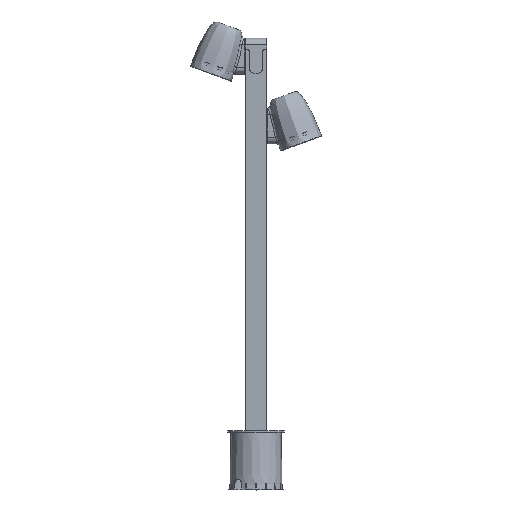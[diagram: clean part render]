
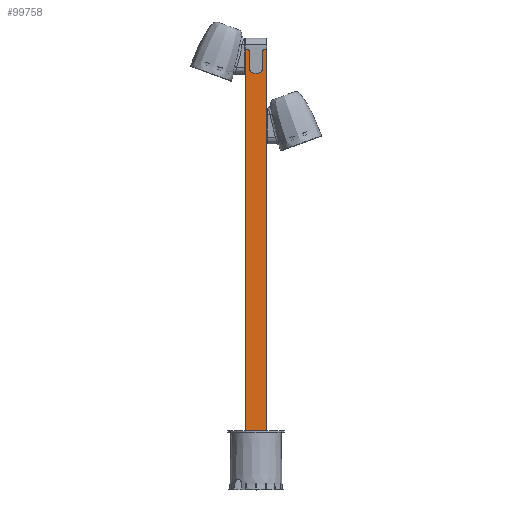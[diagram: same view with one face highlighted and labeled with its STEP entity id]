
A CAD part, top view. The second image highlights one B-rep face of the part: STEP entity #99758.
In plain terms, the highlighted planar face has unit normal (0, 0, 1).
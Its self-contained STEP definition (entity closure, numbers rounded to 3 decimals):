
#582 = VECTOR ( 'NONE', #28990, 1000. ) ;
#1132 = VECTOR ( 'NONE', #5872, 1000. ) ;
#3926 = VERTEX_POINT ( 'NONE', #86575 ) ;
#4136 = CARTESIAN_POINT ( 'NONE',  ( -20., 874., 15. ) ) ;
#4888 = VERTEX_POINT ( 'NONE', #91555 ) ;
#5123 = VERTEX_POINT ( 'NONE', #6692 ) ;
#5649 = DIRECTION ( 'NONE',  ( 0., 1., 0. ) ) ;
#5872 = DIRECTION ( 'NONE',  ( 0., -1., 0. ) ) ;
#6692 = CARTESIAN_POINT ( 'NONE',  ( 25., 0., 15. ) ) ;
#8381 = LINE ( 'NONE', #24806, #13102 ) ;
#8976 = VERTEX_POINT ( 'NONE', #9311 ) ;
#9161 = DIRECTION ( 'NONE',  ( 0., 0., 1. ) ) ;
#9311 = CARTESIAN_POINT ( 'NONE',  ( -15., 869., 15. ) ) ;
#10943 = CARTESIAN_POINT ( 'NONE',  ( -25., 0., 15. ) ) ;
#11256 = CARTESIAN_POINT ( 'NONE',  ( -4.8, 819.8, 15. ) ) ;
#12808 = ORIENTED_EDGE ( 'NONE', *, *, #93088, .T. ) ;
#13102 = VECTOR ( 'NONE', #100838, 1000. ) ;
#13172 = CARTESIAN_POINT ( 'NONE',  ( -25., 874., 15. ) ) ;
#14655 = ORIENTED_EDGE ( 'NONE', *, *, #37240, .F. ) ;
#15269 = ORIENTED_EDGE ( 'NONE', *, *, #29396, .T. ) ;
#16727 = DIRECTION ( 'NONE',  ( 0., 0., 1. ) ) ;
#16845 = AXIS2_PLACEMENT_3D ( 'NONE', #51724, #76900, #37501 ) ;
#19025 = CARTESIAN_POINT ( 'NONE',  ( 15., 830., 15. ) ) ;
#19876 = VECTOR ( 'NONE', #38531, 1000. ) ;
#20719 = AXIS2_PLACEMENT_3D ( 'NONE', #28146, #78476, #74078 ) ;
#20777 = EDGE_CURVE ( 'NONE', #43459, #5123, #70452, .T. ) ;
#21116 = EDGE_CURVE ( 'NONE', #66628, #3926, #86785, .T. ) ;
#21993 = VERTEX_POINT ( 'NONE', #4136 ) ;
#23673 = LINE ( 'NONE', #32444, #38088 ) ;
#24806 = CARTESIAN_POINT ( 'NONE',  ( -25., 874., 15. ) ) ;
#28146 = CARTESIAN_POINT ( 'NONE',  ( -4.8, 830., 15. ) ) ;
#28929 = VERTEX_POINT ( 'NONE', #36625 ) ;
#28990 = DIRECTION ( 'NONE',  ( 1., 0., 0. ) ) ;
#29396 = EDGE_CURVE ( 'NONE', #4888, #5123, #78773, .T. ) ;
#31952 = CARTESIAN_POINT ( 'NONE',  ( -25., 900., 15. ) ) ;
#32444 = CARTESIAN_POINT ( 'NONE',  ( 15., 900., 15. ) ) ;
#32928 = CIRCLE ( 'NONE', #20719, 10.2 ) ;
#36056 = ORIENTED_EDGE ( 'NONE', *, *, #91317, .F. ) ;
#36625 = CARTESIAN_POINT ( 'NONE',  ( 20., 874., 15. ) ) ;
#37240 = EDGE_CURVE ( 'NONE', #66628, #50676, #23673, .T. ) ;
#37309 = ORIENTED_EDGE ( 'NONE', *, *, #21116, .T. ) ;
#37501 = DIRECTION ( 'NONE',  ( -1., 0., 0. ) ) ;
#38088 = VECTOR ( 'NONE', #5649, 1000. ) ;
#38531 = DIRECTION ( 'NONE',  ( 0., -1., 0. ) ) ;
#38924 = LINE ( 'NONE', #89226, #39740 ) ;
#39740 = VECTOR ( 'NONE', #72287, 1000. ) ;
#43458 = VERTEX_POINT ( 'NONE', #13172 ) ;
#43459 = VERTEX_POINT ( 'NONE', #44404 ) ;
#44404 = CARTESIAN_POINT ( 'NONE',  ( 25., 874., 15. ) ) ;
#48839 = ORIENTED_EDGE ( 'NONE', *, *, #102522, .F. ) ;
#49340 = ORIENTED_EDGE ( 'NONE', *, *, #93542, .T. ) ;
#49363 = EDGE_LOOP ( 'NONE', ( #67651, #69323, #84839, #77909, #15269, #51016, #48839, #49340, #14655, #37309, #36056, #12808 ) ) ;
#50676 = VERTEX_POINT ( 'NONE', #83527 ) ;
#51016 = ORIENTED_EDGE ( 'NONE', *, *, #20777, .F. ) ;
#51724 = CARTESIAN_POINT ( 'NONE',  ( 4.8, 830., 15. ) ) ;
#54405 = DIRECTION ( 'NONE',  ( 1., 0., 0. ) ) ;
#57103 = LINE ( 'NONE', #104725, #19876 ) ;
#59542 = EDGE_CURVE ( 'NONE', #8976, #71339, #57103, .T. ) ;
#65059 = DIRECTION ( 'NONE',  ( -1., 0., 0. ) ) ;
#65328 = DIRECTION ( 'NONE',  ( 0., 0., -1. ) ) ;
#65850 = FACE_OUTER_BOUND ( 'NONE', #49363, .T. ) ;
#66628 = VERTEX_POINT ( 'NONE', #19025 ) ;
#66850 = CIRCLE ( 'NONE', #100025, 5. ) ;
#67651 = ORIENTED_EDGE ( 'NONE', *, *, #59542, .F. ) ;
#69323 = ORIENTED_EDGE ( 'NONE', *, *, #77111, .T. ) ;
#69387 = AXIS2_PLACEMENT_3D ( 'NONE', #31952, #65328, #98686 ) ;
#70452 = LINE ( 'NONE', #80268, #1132 ) ;
#71339 = VERTEX_POINT ( 'NONE', #100039 ) ;
#72287 = DIRECTION ( 'NONE',  ( 0., -1., 0. ) ) ;
#74078 = DIRECTION ( 'NONE',  ( -1., 0., 0. ) ) ;
#75574 = LINE ( 'NONE', #100195, #106204 ) ;
#76900 = DIRECTION ( 'NONE',  ( 0., 0., -1. ) ) ;
#76912 = CARTESIAN_POINT ( 'NONE',  ( -20., 869., 15. ) ) ;
#77111 = EDGE_CURVE ( 'NONE', #8976, #21993, #66850, .T. ) ;
#77909 = ORIENTED_EDGE ( 'NONE', *, *, #100239, .T. ) ;
#78224 = VERTEX_POINT ( 'NONE', #11256 ) ;
#78476 = DIRECTION ( 'NONE',  ( 0., 0., -1. ) ) ;
#78773 = LINE ( 'NONE', #10943, #582 ) ;
#80268 = CARTESIAN_POINT ( 'NONE',  ( 25., 900., 15. ) ) ;
#81683 = AXIS2_PLACEMENT_3D ( 'NONE', #92308, #9161, #65059 ) ;
#83527 = CARTESIAN_POINT ( 'NONE',  ( 15., 869., 15. ) ) ;
#84839 = ORIENTED_EDGE ( 'NONE', *, *, #87770, .F. ) ;
#86575 = CARTESIAN_POINT ( 'NONE',  ( 4.8, 819.8, 15. ) ) ;
#86785 = CIRCLE ( 'NONE', #16845, 10.2 ) ;
#87234 = CARTESIAN_POINT ( 'NONE',  ( -25., 874., 15. ) ) ;
#87265 = VECTOR ( 'NONE', #54405, 1000. ) ;
#87770 = EDGE_CURVE ( 'NONE', #43458, #21993, #8381, .T. ) ;
#89226 = CARTESIAN_POINT ( 'NONE',  ( -25., 900., 15. ) ) ;
#90908 = DIRECTION ( 'NONE',  ( 1., 0., 0. ) ) ;
#91317 = EDGE_CURVE ( 'NONE', #78224, #3926, #75574, .T. ) ;
#91555 = CARTESIAN_POINT ( 'NONE',  ( -25., 0., 15. ) ) ;
#92308 = CARTESIAN_POINT ( 'NONE',  ( 20., 869., 15. ) ) ;
#93088 = EDGE_CURVE ( 'NONE', #78224, #71339, #32928, .T. ) ;
#93542 = EDGE_CURVE ( 'NONE', #28929, #50676, #102635, .T. ) ;
#98149 = PLANE ( 'NONE',  #69387 ) ;
#98686 = DIRECTION ( 'NONE',  ( -1., 0., 0. ) ) ;
#99758 = ADVANCED_FACE ( 'NONE', ( #65850 ), #98149, .F. ) ;
#100025 = AXIS2_PLACEMENT_3D ( 'NONE', #76912, #16727, #101534 ) ;
#100039 = CARTESIAN_POINT ( 'NONE',  ( -15., 830., 15. ) ) ;
#100195 = CARTESIAN_POINT ( 'NONE',  ( -15., 819.8, 15. ) ) ;
#100239 = EDGE_CURVE ( 'NONE', #43458, #4888, #38924, .T. ) ;
#100838 = DIRECTION ( 'NONE',  ( 1., 0., 0. ) ) ;
#101534 = DIRECTION ( 'NONE',  ( -1., 0., 0. ) ) ;
#102522 = EDGE_CURVE ( 'NONE', #28929, #43459, #103653, .T. ) ;
#102635 = CIRCLE ( 'NONE', #81683, 5. ) ;
#103653 = LINE ( 'NONE', #87234, #87265 ) ;
#104725 = CARTESIAN_POINT ( 'NONE',  ( -15., 900., 15. ) ) ;
#106204 = VECTOR ( 'NONE', #90908, 1000. ) ;
